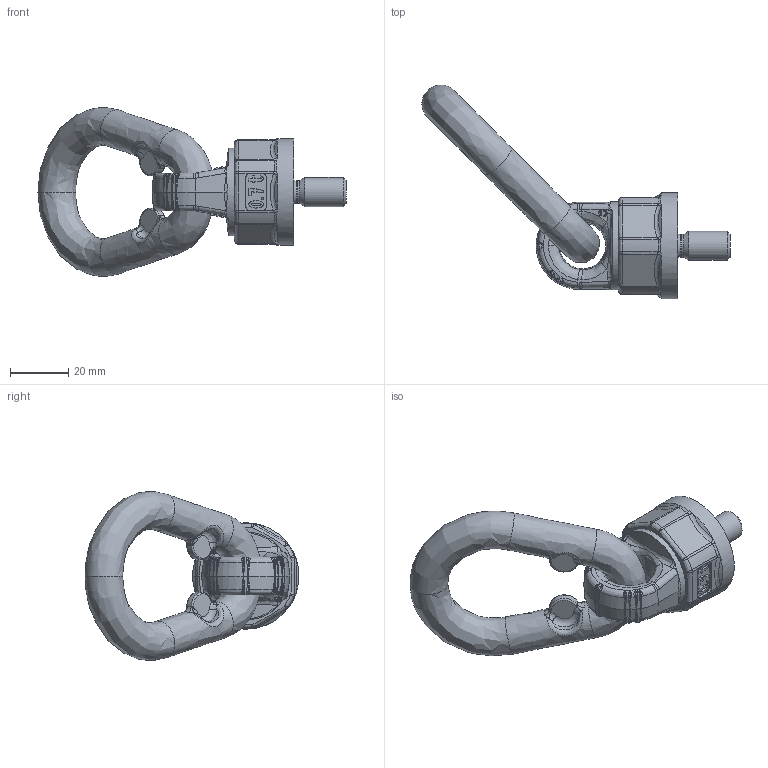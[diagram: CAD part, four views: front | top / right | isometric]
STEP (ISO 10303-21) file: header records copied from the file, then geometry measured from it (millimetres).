
FILE_DESCRIPTION((''),'2;1');
FILE_NAME('TP0_7_M10x18_45°.stp', '2012-03-27T07:40:38',('User'),('SDRC'),'I-DEAS Master Series','UNIX','Yes');
FILE_SCHEMA(('CONFIG_CONTROL_DESIGN', 'GEOMETRIC_VALIDATION_PROPERTIES_MIM','SHAPE_APPEARANCE_LAYER_MIM'));
Length unit declared in the file: millimetre
Bounding box: 105.82 x 73.45 x 57.94 mm (x, y, z)
Volume: 52377.6 mm3; surface area: 14635.4 mm2
Topology: 1 solids, 1 shells, 567 faces, 1404 edges, 827 vertices
Faces by surface type: bspline 567
Entity records: 23564 total; most frequent: CARTESIAN_POINT 14954, ORIENTED_EDGE 2756, EDGE_CURVE 1378, VERTEX_POINT 827, OVER_RIDING_STYLED_ITEM 656, EDGE_LOOP 587, FACE_OUTER_BOUND 567, ADVANCED_FACE 567
